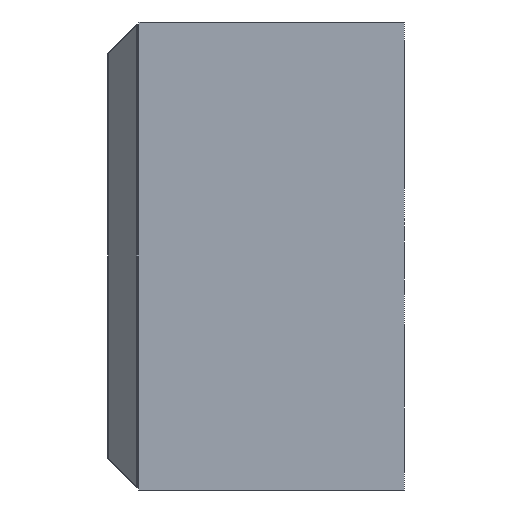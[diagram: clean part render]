
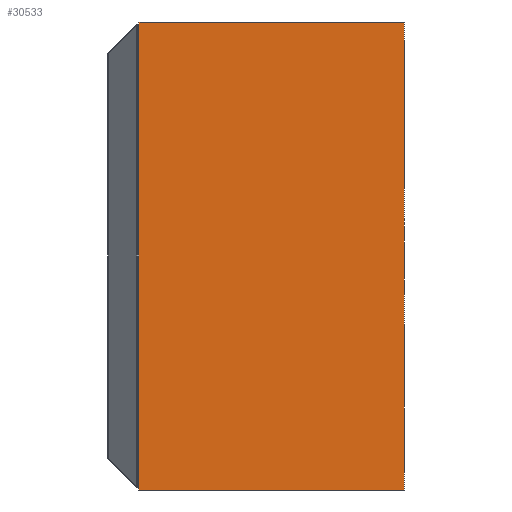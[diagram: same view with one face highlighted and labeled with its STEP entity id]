
A CAD part, left-side view. The second image highlights one B-rep face of the part: STEP entity #30533.
In plain terms, the highlighted planar face has unit normal (-1, 0, 0).
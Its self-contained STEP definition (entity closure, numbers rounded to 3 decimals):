
#744 = ORIENTED_EDGE ( 'NONE', *, *, #2111, .T. ) ;
#2111 = EDGE_CURVE ( 'NONE', #27511, #25792, #25383, .T. ) ;
#2876 = AXIS2_PLACEMENT_3D ( 'NONE', #16361, #18851, #4103 ) ;
#3286 = ORIENTED_EDGE ( 'NONE', *, *, #23694, .F. ) ;
#3533 = EDGE_CURVE ( 'NONE', #25792, #17009, #26475, .T. ) ;
#4103 = DIRECTION ( 'NONE',  ( 0., 0., -1. ) ) ;
#5228 = VECTOR ( 'NONE', #26186, 1000. ) ;
#9018 = CARTESIAN_POINT ( 'NONE',  ( -39.4, 17., 15. ) ) ;
#9213 = ORIENTED_EDGE ( 'NONE', *, *, #18865, .F. ) ;
#10220 = ORIENTED_EDGE ( 'NONE', *, *, #3533, .T. ) ;
#11027 = LINE ( 'NONE', #28681, #5228 ) ;
#11560 = VECTOR ( 'NONE', #20842, 1000. ) ;
#12859 = CARTESIAN_POINT ( 'NONE',  ( -39.4, 17., -15. ) ) ;
#13806 = PLANE ( 'NONE',  #2876 ) ;
#14053 = DIRECTION ( 'NONE',  ( 0., 0., 1. ) ) ;
#14867 = VERTEX_POINT ( 'NONE', #9018 ) ;
#16361 = CARTESIAN_POINT ( 'NONE',  ( -39.4, 17., -15. ) ) ;
#17009 = VERTEX_POINT ( 'NONE', #19408 ) ;
#17712 = VECTOR ( 'NONE', #19998, 1000. ) ;
#18494 = LINE ( 'NONE', #27317, #17712 ) ;
#18851 = DIRECTION ( 'NONE',  ( 1., 0., 0. ) ) ;
#18865 = EDGE_CURVE ( 'NONE', #14867, #17009, #11027, .T. ) ;
#19408 = CARTESIAN_POINT ( 'NONE',  ( -39.4, 0., 15. ) ) ;
#19998 = DIRECTION ( 'NONE',  ( 0., 0., 1. ) ) ;
#20717 = VECTOR ( 'NONE', #14053, 1000. ) ;
#20842 = DIRECTION ( 'NONE',  ( 0., -1., 0. ) ) ;
#20944 = CARTESIAN_POINT ( 'NONE',  ( -39.4, 17., -15. ) ) ;
#21880 = EDGE_LOOP ( 'NONE', ( #10220, #9213, #3286, #744 ) ) ;
#23694 = EDGE_CURVE ( 'NONE', #27511, #14867, #18494, .T. ) ;
#25383 = LINE ( 'NONE', #20944, #11560 ) ;
#25792 = VERTEX_POINT ( 'NONE', #28048 ) ;
#26186 = DIRECTION ( 'NONE',  ( 0., -1., 0. ) ) ;
#26475 = LINE ( 'NONE', #31297, #20717 ) ;
#27317 = CARTESIAN_POINT ( 'NONE',  ( -39.4, 17., -15. ) ) ;
#27511 = VERTEX_POINT ( 'NONE', #12859 ) ;
#28048 = CARTESIAN_POINT ( 'NONE',  ( -39.4, 0., -15. ) ) ;
#28681 = CARTESIAN_POINT ( 'NONE',  ( -39.4, 17., 15. ) ) ;
#28752 = FACE_OUTER_BOUND ( 'NONE', #21880, .T. ) ;
#30533 = ADVANCED_FACE ( 'NONE', ( #28752 ), #13806, .F. ) ;
#31297 = CARTESIAN_POINT ( 'NONE',  ( -39.4, 0., -15. ) ) ;
